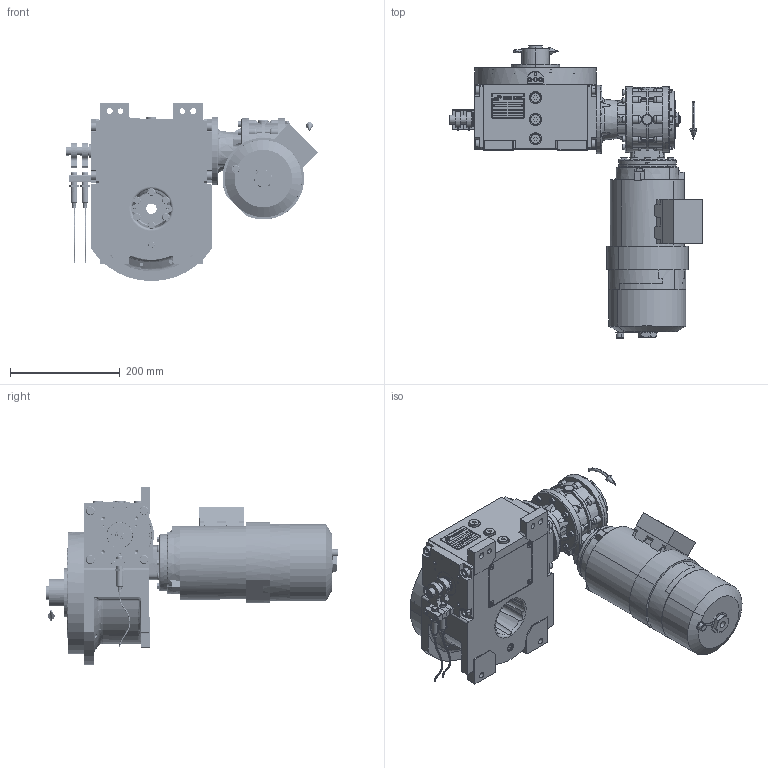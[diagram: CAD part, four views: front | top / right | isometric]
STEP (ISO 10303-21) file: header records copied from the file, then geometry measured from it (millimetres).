
FILE_DESCRIPTION (( 'STEP AP203' ), '1' );
FILE_NAME ('PC5200652.step', '2024-09-19T06:36:13', ( '' ), ( '' ), 'SwSTEP 2.0', 'SolidWorks 2020', '' );
FILE_SCHEMA (( 'CONFIG_CONTROL_DESIGN' ));
Length unit declared in the file: millimetre
Products named in the file (94): cfn2000_01_124; AS_rig06_014; cfn2476_01_002_60x46; cfn2010_01_015.prt; RMI50_F1_LCB_DX_71B14; cfn2000_01_103; AS_rig06_002_bl_001; CFN2104_02_017.stp; CFN2203_02_001.stp; cfn2000_01_126; cfn2128_04_004; CFN2010_01_012.stp; cfn2104_01_004; cfn2077_01_018; AS_cfn2401_01_003; rig06_004; AS_rig06_004; CFN2010_02_002.stp; CFN2400_04_003-1.stp; cfn2158_01_011; cfn2115_01_005; AS_rig06_016; cfn2000_01_161; CFN2401_01_003.stp; cfn2115_02_165; rig06_016; cfn2128_19_002; AS_cfn2476_01_002_60x46; cfn2104_01_016; CFN2400_04_003-2.stp; AS_rig06_071_8_m; cfn2107_01_001; BA71B14; cfn2155_01_303; PC5200652; cfn2070_05_005; cfn2003_01_054; RIG06_021_AF0.stp; RIG06_005_ASM.stp; cfn2276_01_074 ...
Assembly tree (90 placements, depth 5):
  CFN2203_02_001.stp
  CFN2010_01_012.stp
  cfn2077_01_018
  cfn2115_02_165
  PC5200652
    rig06_001_a
    AS_cfn2476_01_002_60x46
      cfn2476_01_002_60x46
      cfn2107_01_001
      cfn2107_01_001
    AS_rig06_071_8_m
      rig06_071_08_m_asm.stp
        RIG06_005_ASM.stp
          RIG06_021_AF0.stp
          CFN2000_01_185.stp
          CFN2000_01_185.stp
          CFN2104_02_017.stp
        CFN2010_02_002.stp
      rig06_005_n_01
      rig06_003_8
      cfn2104_01_016  x2
      cfn2000_01_124
      cfn2000_01_124  x6
      cfn2000_01_124
      cfn2000_01_124
      cfn2000_01_124
      cfn2155_01_303
    AS_rig06_014
      rig06_014
      cfn2158_01_011
      cfn2104_01_004
      cfn2104_01_004
      cfn2000_01_126
      cfn2000_01_126
      cfn2000_01_126
      cfn2000_01_126
      cfn2000_01_126
      cfn2000_01_126
    AS_rig06_004_s_001
      rig06_004_s_001
      cfn2070_05_005
      cfn2000_01_103
      cfn2000_01_103
      cfn2000_01_103
      cfn2000_01_103
      cfn2155_01_056
    AS_rig06_004
      rig06_004
      cfn2070_05_005
      cfn2000_01_103
      cfn2000_01_103
      cfn2000_01_103
      cfn2000_01_103
      cfn2155_01_056
    AS_rig06_002_bl_001
      rig06_002_bl_001
      cfn2115_01_005
    cfn2128_04_004
    cfn2128_04_004
    cfn2128_04_004
Bounding box: 460.91 x 532.67 x 325 mm (x, y, z)
Volume: 8061918.6 mm3; surface area: 1191323.4 mm2
Topology: 78 solids, 82 shells, 4041 faces, 10239 edges, 6544 vertices
Faces by surface type: plane 1832, cylinder 1371, cone 639, torus 169, bspline 24, sphere 6
Entity records: 141100 total; most frequent: CARTESIAN_POINT 39450, DIRECTION 19279, ORIENTED_EDGE 19006, EDGE_CURVE 9507, AXIS2_PLACEMENT_3D 7032, VERTEX_POINT 6151, LINE 5215, VECTOR 5215
